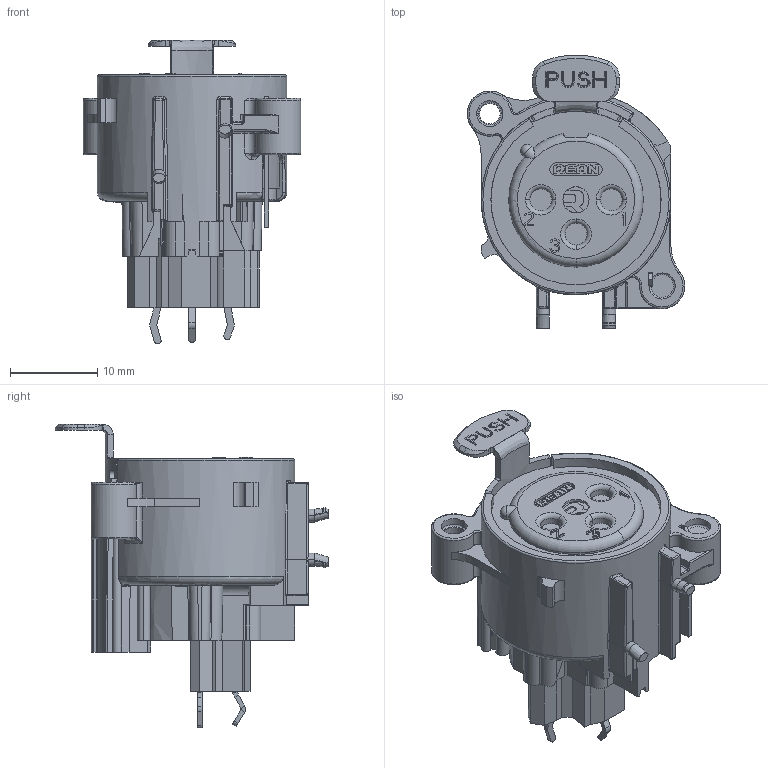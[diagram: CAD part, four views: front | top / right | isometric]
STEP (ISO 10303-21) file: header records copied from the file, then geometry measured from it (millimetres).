
FILE_DESCRIPTION((''),'2;1');
FILE_NAME('RRX3F-AA-002','2024-04-29T13:50:41',('summer.xia'),(''),'CREO PARAMETRIC BY PTC INC, 2023424','CREO PARAMETRIC BY PTC INC, 2023424','');
FILE_SCHEMA(('CONFIG_CONTROL_DESIGN'));
Length unit declared in the file: millimetre
Products named in the file (1): RRX3F-AA-002
Bounding box: 25 x 31.41 x 34.91 mm (x, y, z)
Volume: 7701.9 mm3; surface area: 3728.8 mm2
Topology: 1 solids, 7 shells, 1111 faces, 3068 edges, 2012 vertices
Faces by surface type: plane 724, cylinder 218, torus 52, bspline 46, extrusion 27, cone 25, sphere 19
Entity records: 38245 total; most frequent: CARTESIAN_POINT 10573, ORIENTED_EDGE 6018, DIRECTION 5349, EDGE_CURVE 3009, VECTOR 2073, LINE 2046, VERTEX_POINT 1938, AXIS2_PLACEMENT_3D 1638
